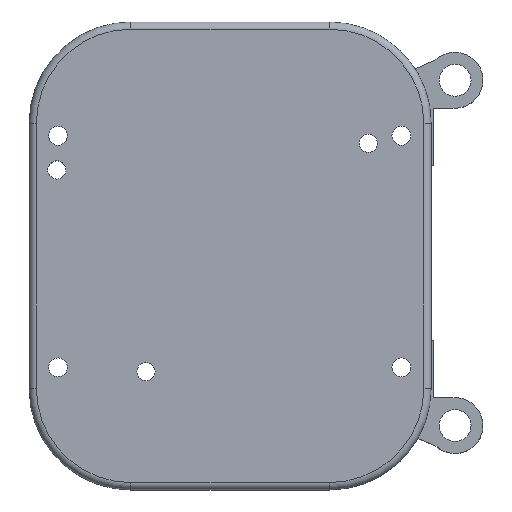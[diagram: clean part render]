
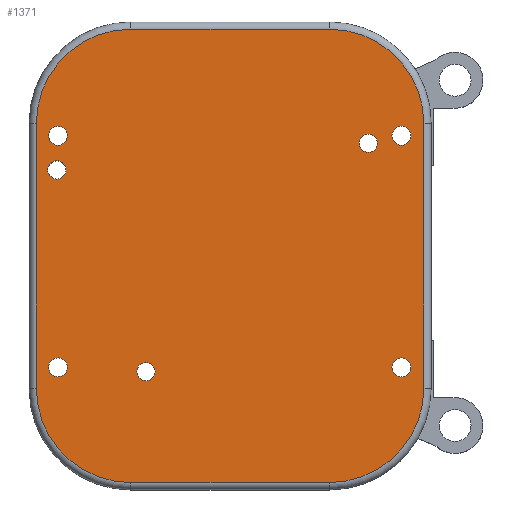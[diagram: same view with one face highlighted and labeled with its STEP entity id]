
A CAD part, top view. The second image highlights one B-rep face of the part: STEP entity #1371.
In plain terms, the highlighted planar face has unit normal (0, 0, 1).
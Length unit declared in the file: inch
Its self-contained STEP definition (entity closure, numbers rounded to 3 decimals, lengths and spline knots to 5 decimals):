
#26=FACE_BOUND('',#167,.T.);
#27=FACE_BOUND('',#168,.T.);
#28=FACE_BOUND('',#169,.T.);
#29=FACE_BOUND('',#170,.T.);
#30=FACE_BOUND('',#171,.T.);
#31=FACE_BOUND('',#172,.T.);
#32=FACE_BOUND('',#173,.T.);
#42=PLANE('',#1481);
#86=FACE_OUTER_BOUND('',#166,.T.);
#166=EDGE_LOOP('',(#986,#987,#988,#989,#990,#991,#992,#993));
#167=EDGE_LOOP('',(#994));
#168=EDGE_LOOP('',(#995));
#169=EDGE_LOOP('',(#996));
#170=EDGE_LOOP('',(#997));
#171=EDGE_LOOP('',(#998));
#172=EDGE_LOOP('',(#999));
#173=EDGE_LOOP('',(#1000));
#266=LINE('',#2113,#403);
#267=LINE('',#2117,#404);
#268=LINE('',#2121,#405);
#269=LINE('',#2125,#406);
#403=VECTOR('',#1685,0.3937);
#404=VECTOR('',#1688,0.3937);
#405=VECTOR('',#1691,0.3937);
#406=VECTOR('',#1694,0.3937);
#519=CIRCLE('',#1457,0.0625);
#521=CIRCLE('',#1460,0.0625);
#522=CIRCLE('',#1462,0.0625);
#537=CIRCLE('',#1482,0.65);
#538=CIRCLE('',#1483,0.65);
#539=CIRCLE('',#1484,0.65);
#540=CIRCLE('',#1485,0.65);
#541=CIRCLE('',#1486,0.065);
#542=CIRCLE('',#1487,0.065);
#543=CIRCLE('',#1488,0.065);
#544=CIRCLE('',#1489,0.065);
#596=VERTEX_POINT('',#2045);
#598=VERTEX_POINT('',#2051);
#599=VERTEX_POINT('',#2055);
#622=VERTEX_POINT('',#2111);
#623=VERTEX_POINT('',#2112);
#624=VERTEX_POINT('',#2114);
#625=VERTEX_POINT('',#2116);
#626=VERTEX_POINT('',#2118);
#627=VERTEX_POINT('',#2120);
#628=VERTEX_POINT('',#2122);
#629=VERTEX_POINT('',#2124);
#630=VERTEX_POINT('',#2127);
#631=VERTEX_POINT('',#2129);
#632=VERTEX_POINT('',#2131);
#633=VERTEX_POINT('',#2133);
#733=EDGE_CURVE('',#596,#596,#519,.T.);
#736=EDGE_CURVE('',#598,#598,#521,.T.);
#737=EDGE_CURVE('',#599,#599,#522,.T.);
#765=EDGE_CURVE('',#622,#623,#266,.T.);
#766=EDGE_CURVE('',#624,#622,#537,.T.);
#767=EDGE_CURVE('',#625,#624,#267,.T.);
#768=EDGE_CURVE('',#626,#625,#538,.T.);
#769=EDGE_CURVE('',#627,#626,#268,.T.);
#770=EDGE_CURVE('',#628,#627,#539,.T.);
#771=EDGE_CURVE('',#629,#628,#269,.T.);
#772=EDGE_CURVE('',#623,#629,#540,.T.);
#773=EDGE_CURVE('',#630,#630,#541,.T.);
#774=EDGE_CURVE('',#631,#631,#542,.T.);
#775=EDGE_CURVE('',#632,#632,#543,.T.);
#776=EDGE_CURVE('',#633,#633,#544,.T.);
#986=ORIENTED_EDGE('',*,*,#765,.F.);
#987=ORIENTED_EDGE('',*,*,#766,.F.);
#988=ORIENTED_EDGE('',*,*,#767,.F.);
#989=ORIENTED_EDGE('',*,*,#768,.F.);
#990=ORIENTED_EDGE('',*,*,#769,.F.);
#991=ORIENTED_EDGE('',*,*,#770,.F.);
#992=ORIENTED_EDGE('',*,*,#771,.F.);
#993=ORIENTED_EDGE('',*,*,#772,.F.);
#994=ORIENTED_EDGE('',*,*,#733,.T.);
#995=ORIENTED_EDGE('',*,*,#736,.T.);
#996=ORIENTED_EDGE('',*,*,#737,.T.);
#997=ORIENTED_EDGE('',*,*,#773,.T.);
#998=ORIENTED_EDGE('',*,*,#774,.T.);
#999=ORIENTED_EDGE('',*,*,#775,.T.);
#1000=ORIENTED_EDGE('',*,*,#776,.T.);
#1371=ADVANCED_FACE('',(#86,#26,#27,#28,#29,#30,#31,#32),#42,.T.);
#1457=AXIS2_PLACEMENT_3D('',#2047,#1621,#1622);
#1460=AXIS2_PLACEMENT_3D('',#2053,#1628,#1629);
#1462=AXIS2_PLACEMENT_3D('',#2056,#1632,#1633);
#1481=AXIS2_PLACEMENT_3D('',#2110,#1683,#1684);
#1482=AXIS2_PLACEMENT_3D('',#2115,#1686,#1687);
#1483=AXIS2_PLACEMENT_3D('',#2119,#1689,#1690);
#1484=AXIS2_PLACEMENT_3D('',#2123,#1692,#1693);
#1485=AXIS2_PLACEMENT_3D('',#2126,#1695,#1696);
#1486=AXIS2_PLACEMENT_3D('',#2128,#1697,#1698);
#1487=AXIS2_PLACEMENT_3D('',#2130,#1699,#1700);
#1488=AXIS2_PLACEMENT_3D('',#2132,#1701,#1702);
#1489=AXIS2_PLACEMENT_3D('',#2134,#1703,#1704);
#1621=DIRECTION('center_axis',(0.,0.,-1.));
#1622=DIRECTION('ref_axis',(1.,0.,0.));
#1628=DIRECTION('center_axis',(0.,0.,-1.));
#1629=DIRECTION('ref_axis',(1.,0.,0.));
#1632=DIRECTION('center_axis',(0.,0.,-1.));
#1633=DIRECTION('ref_axis',(0.,1.,0.));
#1683=DIRECTION('center_axis',(0.,0.,1.));
#1684=DIRECTION('ref_axis',(-1.,0.,0.));
#1685=DIRECTION('',(0.,1.,0.));
#1686=DIRECTION('center_axis',(0.,0.,-1.));
#1687=DIRECTION('ref_axis',(-0.707,-0.707,0.));
#1688=DIRECTION('',(-1.,0.,0.));
#1689=DIRECTION('center_axis',(0.,0.,-1.));
#1690=DIRECTION('ref_axis',(0.707,-0.707,0.));
#1691=DIRECTION('',(0.,-1.,0.));
#1692=DIRECTION('center_axis',(0.,0.,-1.));
#1693=DIRECTION('ref_axis',(0.707,0.707,0.));
#1694=DIRECTION('',(1.,0.,0.));
#1695=DIRECTION('center_axis',(0.,0.,-1.));
#1696=DIRECTION('ref_axis',(-0.707,0.707,0.));
#1697=DIRECTION('center_axis',(0.,0.,-1.));
#1698=DIRECTION('ref_axis',(1.,0.,0.));
#1699=DIRECTION('center_axis',(0.,0.,-1.));
#1700=DIRECTION('ref_axis',(1.,0.,0.));
#1701=DIRECTION('center_axis',(0.,0.,-1.));
#1702=DIRECTION('ref_axis',(1.,0.,0.));
#1703=DIRECTION('center_axis',(0.,0.,-1.));
#1704=DIRECTION('ref_axis',(1.,0.,0.));
#2045=CARTESIAN_POINT('',(-4.47042,0.00533,0.74));
#2047=CARTESIAN_POINT('Origin',(-4.40792,0.00533,0.74));
#2051=CARTESIAN_POINT('',(-5.08362,1.39393,0.74));
#2053=CARTESIAN_POINT('Origin',(-5.02112,1.39393,0.74));
#2055=CARTESIAN_POINT('',(-2.87564,1.51547,0.74));
#2056=CARTESIAN_POINT('Origin',(-2.87564,1.57797,0.74));
#2110=CARTESIAN_POINT('Origin',(-3.82847,0.80181,0.74));
#2111=CARTESIAN_POINT('',(-5.16304,-0.10919,0.74));
#2112=CARTESIAN_POINT('',(-5.16304,1.71281,0.74));
#2113=CARTESIAN_POINT('',(-5.16304,1.25731,0.74));
#2114=CARTESIAN_POINT('',(-4.51304,-0.75919,0.74));
#2115=CARTESIAN_POINT('Origin',(-4.51304,-0.10919,0.74));
#2116=CARTESIAN_POINT('',(-3.1439,-0.75919,0.74));
#2117=CARTESIAN_POINT('',(-4.17076,-0.75919,0.74));
#2118=CARTESIAN_POINT('',(-2.4939,-0.10919,0.74));
#2119=CARTESIAN_POINT('Origin',(-3.1439,-0.10919,0.74));
#2120=CARTESIAN_POINT('',(-2.4939,1.71281,0.74));
#2121=CARTESIAN_POINT('',(-2.4939,0.34631,0.74));
#2122=CARTESIAN_POINT('',(-3.1439,2.36281,0.74));
#2123=CARTESIAN_POINT('Origin',(-3.1439,1.71281,0.74));
#2124=CARTESIAN_POINT('',(-4.51304,2.36281,0.74));
#2125=CARTESIAN_POINT('',(-3.48619,2.36281,0.74));
#2126=CARTESIAN_POINT('Origin',(-4.51304,1.71281,0.74));
#2127=CARTESIAN_POINT('',(-2.7134,1.62928,0.74));
#2128=CARTESIAN_POINT('Origin',(-2.6484,1.62928,0.74));
#2129=CARTESIAN_POINT('',(-2.7134,0.03428,0.74));
#2130=CARTESIAN_POINT('Origin',(-2.6484,0.03428,0.74));
#2131=CARTESIAN_POINT('',(-5.0784,0.03428,0.74));
#2132=CARTESIAN_POINT('Origin',(-5.0134,0.03428,0.74));
#2133=CARTESIAN_POINT('',(-5.0784,1.62928,0.74));
#2134=CARTESIAN_POINT('Origin',(-5.0134,1.62928,0.74));
